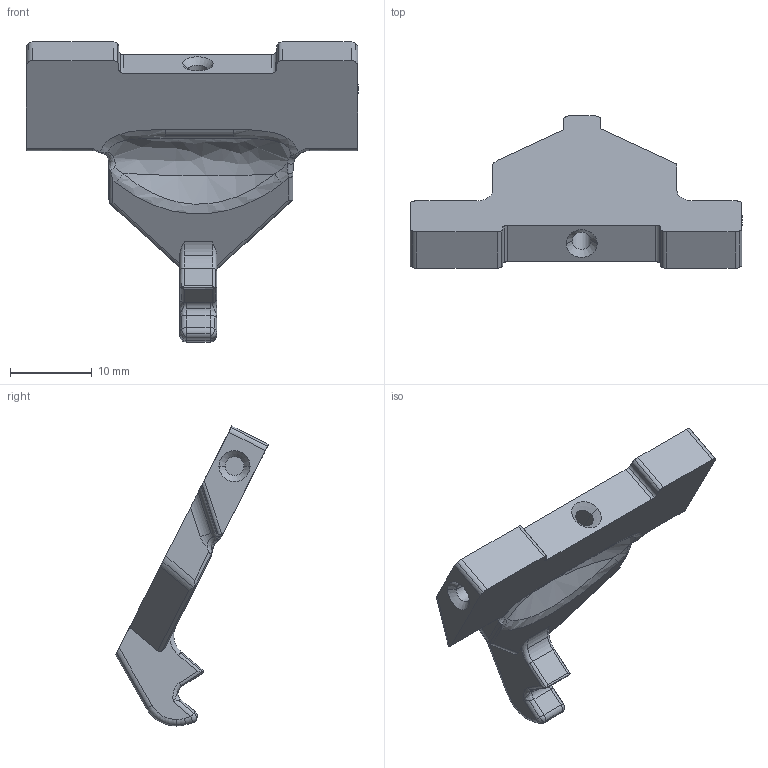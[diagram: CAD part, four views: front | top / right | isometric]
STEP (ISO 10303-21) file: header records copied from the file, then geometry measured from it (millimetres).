
FILE_DESCRIPTION(('STEP AP214'),'1');
FILE_NAME('Lifter.stp','2023-02-18T09:17:28',(' '),(' '),'Spatial InterOp 3D',' ',' ');
FILE_SCHEMA(('AUTOMOTIVE_DESIGN { 1 0 10303 214 1 1 1 1 }'));
Length unit declared in the file: metre
Products named in the file (1): Lifter_0
Bounding box: 40.57 x 18.67 x 36.66 mm (x, y, z)
Volume: 3509.1 mm3; surface area: 2476.7 mm2
Topology: 1 solids, 1 shells, 129 faces, 340 edges, 210 vertices
Faces by surface type: cylinder 68, plane 26, bspline 16, torus 9, cone 6, sphere 4
Entity records: 9326 total; most frequent: CARTESIAN_POINT 6196, ORIENTED_EDGE 668, DIRECTION 645, EDGE_CURVE 334, AXIS2_PLACEMENT_3D 257, VERTEX_POINT 210, EDGE_LOOP 132, LINE 131
